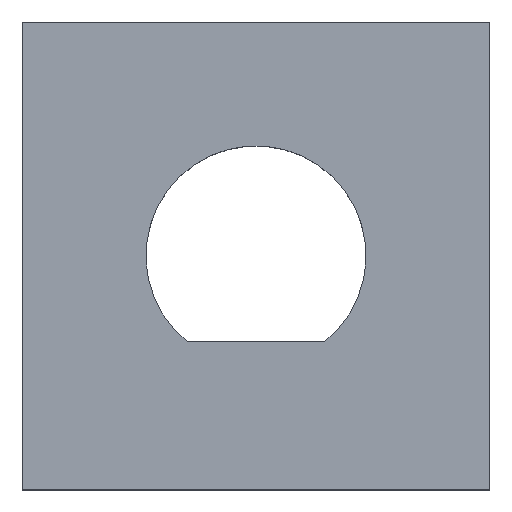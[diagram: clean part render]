
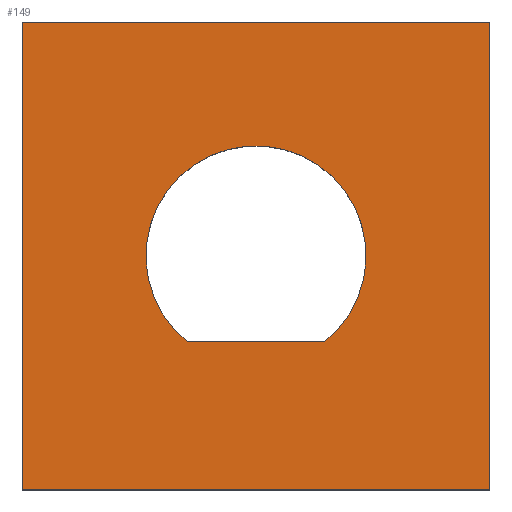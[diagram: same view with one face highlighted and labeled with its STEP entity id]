
A CAD part, top view. The second image highlights one B-rep face of the part: STEP entity #149.
In plain terms, the highlighted planar face has unit normal (0, 0, 1).
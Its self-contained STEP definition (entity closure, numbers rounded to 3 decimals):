
#15=FACE_BOUND('',#35,.T.);
#18=CIRCLE('',#168,4.);
#26=FACE_OUTER_BOUND('',#34,.T.);
#34=EDGE_LOOP('',(#124,#125,#126,#127));
#35=EDGE_LOOP('',(#128,#129));
#40=LINE('',#221,#56);
#44=LINE('',#233,#60);
#47=LINE('',#239,#63);
#50=LINE('',#245,#66);
#53=LINE('',#249,#69);
#56=VECTOR('',#181,10.);
#60=VECTOR('',#193,10.);
#63=VECTOR('',#198,10.);
#66=VECTOR('',#203,10.);
#69=VECTOR('',#208,10.);
#72=VERTEX_POINT('',#218);
#73=VERTEX_POINT('',#220);
#76=VERTEX_POINT('',#230);
#77=VERTEX_POINT('',#232);
#79=VERTEX_POINT('',#238);
#81=VERTEX_POINT('',#244);
#84=EDGE_CURVE('',#73,#72,#40,.T.);
#87=EDGE_CURVE('',#72,#73,#18,.T.);
#90=EDGE_CURVE('',#77,#76,#44,.T.);
#93=EDGE_CURVE('',#79,#77,#47,.T.);
#96=EDGE_CURVE('',#81,#79,#50,.T.);
#99=EDGE_CURVE('',#76,#81,#53,.T.);
#124=ORIENTED_EDGE('',*,*,#99,.T.);
#125=ORIENTED_EDGE('',*,*,#96,.T.);
#126=ORIENTED_EDGE('',*,*,#93,.T.);
#127=ORIENTED_EDGE('',*,*,#90,.T.);
#128=ORIENTED_EDGE('',*,*,#87,.T.);
#129=ORIENTED_EDGE('',*,*,#84,.T.);
#141=PLANE('',#173);
#149=ADVANCED_FACE('',(#26,#15),#141,.T.);
#168=AXIS2_PLACEMENT_3D('',#225,#187,#188);
#173=AXIS2_PLACEMENT_3D('',#250,#209,#210);
#181=DIRECTION('',(-1.,0.,0.));
#187=DIRECTION('center_axis',(0.,0.,-1.));
#188=DIRECTION('ref_axis',(0.625,-0.781,0.));
#193=DIRECTION('',(1.,0.,0.));
#198=DIRECTION('',(0.,-1.,0.));
#203=DIRECTION('',(-1.,0.,0.));
#208=DIRECTION('',(0.,1.,0.));
#209=DIRECTION('center_axis',(0.,0.,1.));
#210=DIRECTION('ref_axis',(1.,0.,0.));
#218=CARTESIAN_POINT('',(-2.5,-3.122,4.5));
#220=CARTESIAN_POINT('',(2.5,-3.122,4.5));
#221=CARTESIAN_POINT('',(-2.5,-3.122,4.5));
#225=CARTESIAN_POINT('Origin',(0.,0.,4.5));
#230=CARTESIAN_POINT('',(8.5,-8.5,4.5));
#232=CARTESIAN_POINT('',(-8.5,-8.5,4.5));
#233=CARTESIAN_POINT('',(-8.5,-8.5,4.5));
#238=CARTESIAN_POINT('',(-8.5,8.5,4.5));
#239=CARTESIAN_POINT('',(-8.5,8.5,4.5));
#244=CARTESIAN_POINT('',(8.5,8.5,4.5));
#245=CARTESIAN_POINT('',(8.5,8.5,4.5));
#249=CARTESIAN_POINT('',(8.5,-8.5,4.5));
#250=CARTESIAN_POINT('Origin',(0.,0.,
4.5));
